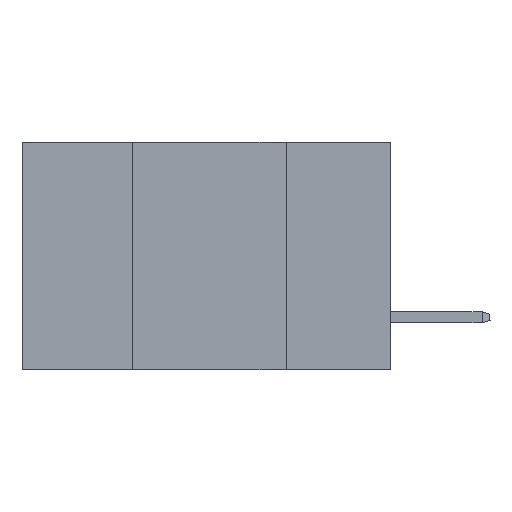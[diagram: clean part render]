
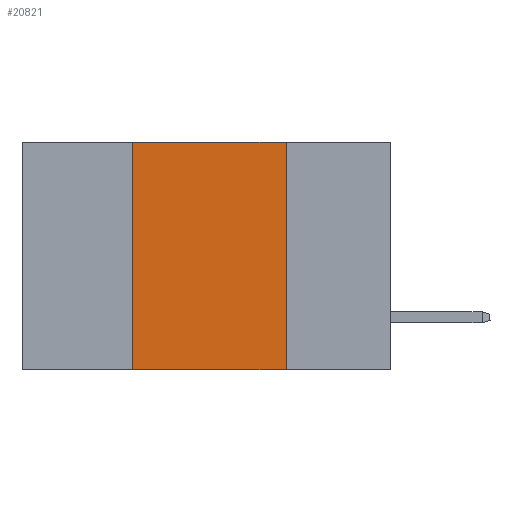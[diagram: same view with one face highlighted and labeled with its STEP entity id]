
A CAD part, left-side view. The second image highlights one B-rep face of the part: STEP entity #20821.
In plain terms, the highlighted planar face has unit normal (-1, 0, 0).
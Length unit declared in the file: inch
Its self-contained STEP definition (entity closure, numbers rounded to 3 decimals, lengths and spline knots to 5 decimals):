
#739 = DIRECTION ( 'NONE',  ( 1., 0., 0. ) ) ;
#1249 = EDGE_CURVE ( 'NONE', #17182, #19556, #11538, .T. ) ;
#2700 = CARTESIAN_POINT ( 'NONE',  ( 0., 0.42, 0. ) ) ;
#3534 = EDGE_CURVE ( 'NONE', #9038, #17182, #15325, .T. ) ;
#3805 = LINE ( 'NONE', #16269, #21411 ) ;
#3999 = CARTESIAN_POINT ( 'NONE',  ( 0., 0.17, 0. ) ) ;
#6683 = VECTOR ( 'NONE', #17716, 39.37008 ) ;
#8138 = EDGE_LOOP ( 'NONE', ( #16672, #17711, #16008, #17342 ) ) ;
#8927 = CARTESIAN_POINT ( 'NONE',  ( 0., 0.17, -0.37 ) ) ;
#8963 = CARTESIAN_POINT ( 'NONE',  ( 0., 0.42, 0. ) ) ;
#9038 = VERTEX_POINT ( 'NONE', #8963 ) ;
#9165 = DIRECTION ( 'NONE',  ( 0., -1., 0. ) ) ;
#10310 = VECTOR ( 'NONE', #22309, 39.37008 ) ;
#11538 = LINE ( 'NONE', #22294, #14595 ) ;
#12522 = LINE ( 'NONE', #2700, #10310 ) ;
#12868 = CARTESIAN_POINT ( 'NONE',  ( 0., 0.42, -0.37 ) ) ;
#13808 = EDGE_CURVE ( 'NONE', #18890, #19556, #3805, .T. ) ;
#14595 = VECTOR ( 'NONE', #16995, 39.37008 ) ;
#14869 = DIRECTION ( 'NONE',  ( 0., 0., -1. ) ) ;
#15325 = LINE ( 'NONE', #17794, #6683 ) ;
#16008 = ORIENTED_EDGE ( 'NONE', *, *, #22683, .F. ) ;
#16269 = CARTESIAN_POINT ( 'NONE',  ( 0., 0.6, -0.37 ) ) ;
#16672 = ORIENTED_EDGE ( 'NONE', *, *, #1249, .F. ) ;
#16995 = DIRECTION ( 'NONE',  ( 0., 0., -1. ) ) ;
#17182 = VERTEX_POINT ( 'NONE', #3999 ) ;
#17342 = ORIENTED_EDGE ( 'NONE', *, *, #13808, .T. ) ;
#17656 = FACE_OUTER_BOUND ( 'NONE', #8138, .T. ) ;
#17711 = ORIENTED_EDGE ( 'NONE', *, *, #3534, .F. ) ;
#17716 = DIRECTION ( 'NONE',  ( 0., -1., 0. ) ) ;
#17794 = CARTESIAN_POINT ( 'NONE',  ( 0., 0.6, 0. ) ) ;
#18371 = PLANE ( 'NONE',  #22655 ) ;
#18890 = VERTEX_POINT ( 'NONE', #12868 ) ;
#19556 = VERTEX_POINT ( 'NONE', #8927 ) ;
#20413 = CARTESIAN_POINT ( 'NONE',  ( 0., 0.6, 0. ) ) ;
#20821 = ADVANCED_FACE ( 'NONE', ( #17656 ), #18371, .F. ) ;
#21411 = VECTOR ( 'NONE', #9165, 39.37008 ) ;
#22294 = CARTESIAN_POINT ( 'NONE',  ( 0., 0.17, 0. ) ) ;
#22309 = DIRECTION ( 'NONE',  ( 0., 0., 1. ) ) ;
#22655 = AXIS2_PLACEMENT_3D ( 'NONE', #20413, #739, #14869 ) ;
#22683 = EDGE_CURVE ( 'NONE', #18890, #9038, #12522, .T. ) ;
